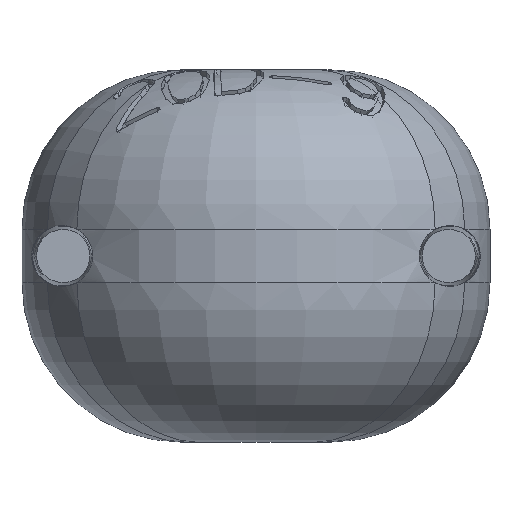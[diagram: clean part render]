
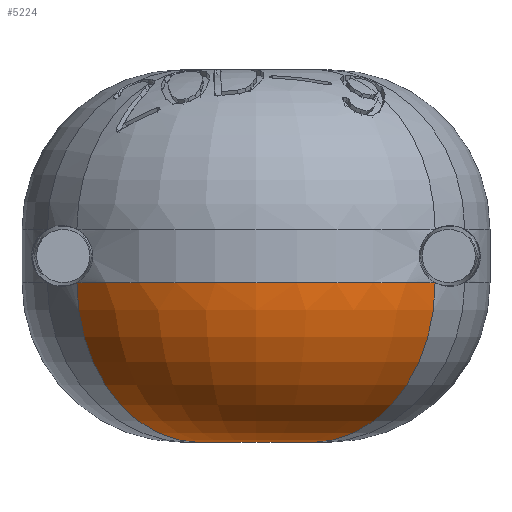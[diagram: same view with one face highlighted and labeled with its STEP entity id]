
A CAD part, front view. The second image highlights one B-rep face of the part: STEP entity #5224.
In plain terms, the highlighted toroidal (fillet/blend) face has major radius 1.4 mm and minor radius 3 mm.
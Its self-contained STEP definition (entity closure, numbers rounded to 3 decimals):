
#40 = VERTEX_POINT ( 'NONE', #1104 ) ;
#619 = DIRECTION ( 'NONE',  ( 0., 0., 1. ) ) ;
#862 = EDGE_LOOP ( 'NONE', ( #10896, #11366, #4467, #13699 ) ) ;
#978 = AXIS2_PLACEMENT_3D ( 'NONE', #16686, #6119, #6372 ) ;
#1104 = CARTESIAN_POINT ( 'NONE',  ( -3.368, -2.831, -0.5 ) ) ;
#1777 = CARTESIAN_POINT ( 'NONE',  ( -1.072, -0.901, -3.5 ) ) ;
#1896 = CARTESIAN_POINT ( 'NONE',  ( 0., 0., -0.5 ) ) ;
#2895 = CIRCLE ( 'NONE', #978, 3. ) ;
#3275 = CARTESIAN_POINT ( 'NONE',  ( 0., 0., -0.5 ) ) ;
#3676 = EDGE_CURVE ( 'NONE', #10857, #6097, #16342, .T. ) ;
#4467 = ORIENTED_EDGE ( 'NONE', *, *, #12174, .F. ) ;
#4820 = FACE_OUTER_BOUND ( 'NONE', #862, .T. ) ;
#4846 = DIRECTION ( 'NONE',  ( 0., 0., -1. ) ) ;
#4955 = AXIS2_PLACEMENT_3D ( 'NONE', #15899, #12035, #7126 ) ;
#5098 = CARTESIAN_POINT ( 'NONE',  ( 0., 0., -3.5 ) ) ;
#5224 = ADVANCED_FACE ( 'NONE', ( #4820 ), #16306, .T. ) ;
#5752 = DIRECTION ( 'NONE',  ( 1., 0., 0. ) ) ;
#6097 = VERTEX_POINT ( 'NONE', #12788 ) ;
#6119 = DIRECTION ( 'NONE',  ( -0.643, 0.766, 0. ) ) ;
#6295 = VERTEX_POINT ( 'NONE', #1777 ) ;
#6372 = DIRECTION ( 'NONE',  ( -0.766, -0.643, 0. ) ) ;
#7126 = DIRECTION ( 'NONE',  ( 0.766, -0.643, 0. ) ) ;
#7154 = CIRCLE ( 'NONE', #16113, 4.4 ) ;
#8453 = DIRECTION ( 'NONE',  ( 0., 0., 1. ) ) ;
#9321 = EDGE_CURVE ( 'NONE', #40, #6097, #7154, .T. ) ;
#9907 = CIRCLE ( 'NONE', #13172, 1.4 ) ;
#10857 = VERTEX_POINT ( 'NONE', #11151 ) ;
#10896 = ORIENTED_EDGE ( 'NONE', *, *, #3676, .T. ) ;
#11151 = CARTESIAN_POINT ( 'NONE',  ( 1.072, -0.901, -3.5 ) ) ;
#11366 = ORIENTED_EDGE ( 'NONE', *, *, #9321, .F. ) ;
#11658 = AXIS2_PLACEMENT_3D ( 'NONE', #1896, #8453, #15162 ) ;
#12035 = DIRECTION ( 'NONE',  ( -0.643, -0.766, 0. ) ) ;
#12174 = EDGE_CURVE ( 'NONE', #6295, #40, #2895, .T. ) ;
#12788 = CARTESIAN_POINT ( 'NONE',  ( 3.368, -2.831, -0.5 ) ) ;
#12807 = DIRECTION ( 'NONE',  ( 1., 0., 0. ) ) ;
#13172 = AXIS2_PLACEMENT_3D ( 'NONE', #5098, #4846, #12807 ) ;
#13437 = EDGE_CURVE ( 'NONE', #10857, #6295, #9907, .T. ) ;
#13699 = ORIENTED_EDGE ( 'NONE', *, *, #13437, .F. ) ;
#15162 = DIRECTION ( 'NONE',  ( 1., 0., 0. ) ) ;
#15899 = CARTESIAN_POINT ( 'NONE',  ( 1.072, -0.901, -0.5 ) ) ;
#16113 = AXIS2_PLACEMENT_3D ( 'NONE', #3275, #619, #5752 ) ;
#16306 = TOROIDAL_SURFACE ( 'NONE', #11658, 1.4, 3. ) ;
#16342 = CIRCLE ( 'NONE', #4955, 3. ) ;
#16686 = CARTESIAN_POINT ( 'NONE',  ( -1.072, -0.901, -0.5 ) ) ;
